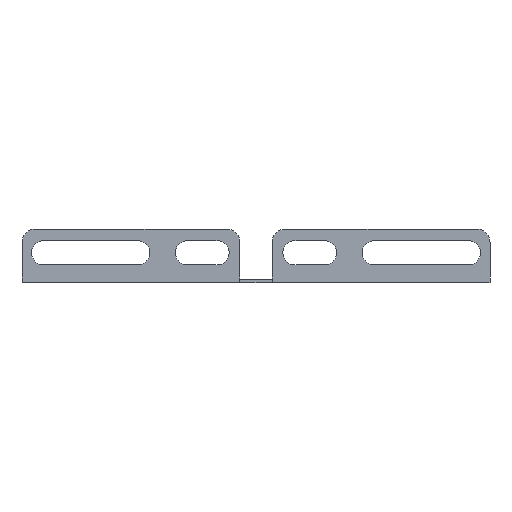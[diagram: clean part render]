
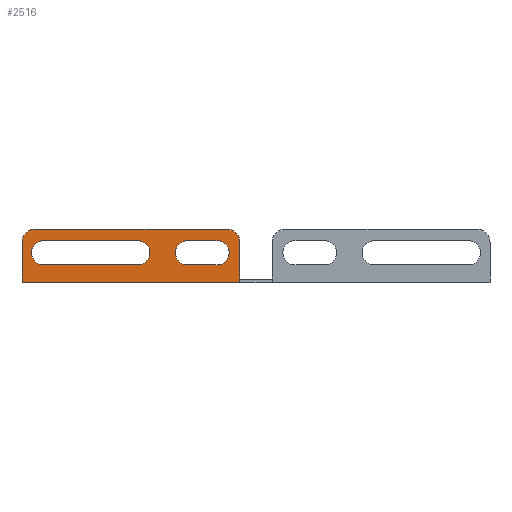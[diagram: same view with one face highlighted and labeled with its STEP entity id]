
A CAD part, front view. The second image highlights one B-rep face of the part: STEP entity #2516.
In plain terms, the highlighted planar face has unit normal (0, -1, 0).
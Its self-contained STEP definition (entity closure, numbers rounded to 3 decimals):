
#12 = VERTEX_POINT ( 'NONE', #981 ) ;
#77 = CARTESIAN_POINT ( 'NONE',  ( -14.5, -34.1, 10. ) ) ;
#86 = VECTOR ( 'NONE', #2530, 1000. ) ;
#87 = FACE_OUTER_BOUND ( 'NONE', #2839, .T. ) ;
#147 = VERTEX_POINT ( 'NONE', #376 ) ;
#186 = ORIENTED_EDGE ( 'NONE', *, *, #1408, .T. ) ;
#189 = DIRECTION ( 'NONE',  ( 1., 0., 0. ) ) ;
#199 = DIRECTION ( 'NONE',  ( 0., -1., 0. ) ) ;
#219 = ORIENTED_EDGE ( 'NONE', *, *, #668, .F. ) ;
#222 = CARTESIAN_POINT ( 'NONE',  ( -79., -34.1, 10. ) ) ;
#241 = VERTEX_POINT ( 'NONE', #623 ) ;
#285 = ORIENTED_EDGE ( 'NONE', *, *, #2798, .T. ) ;
#308 = CIRCLE ( 'NONE', #2407, 5. ) ;
#309 = CARTESIAN_POINT ( 'NONE',  ( -14.5, -34.1, 14.5 ) ) ;
#362 = CARTESIAN_POINT ( 'NONE',  ( -44., -34.1, 10. ) ) ;
#364 = DIRECTION ( 'NONE',  ( -1., 0., 0. ) ) ;
#376 = CARTESIAN_POINT ( 'NONE',  ( -87., -34.1, 13.8 ) ) ;
#389 = VERTEX_POINT ( 'NONE', #2280 ) ;
#393 = CARTESIAN_POINT ( 'NONE',  ( -6., -34.1, -1.2 ) ) ;
#426 = CARTESIAN_POINT ( 'NONE',  ( -87., -34.1, 1. ) ) ;
#434 = EDGE_CURVE ( 'NONE', #508, #1749, #2574, .T. ) ;
#470 = CARTESIAN_POINT ( 'NONE',  ( -44., -34.1, 5.5 ) ) ;
#476 = AXIS2_PLACEMENT_3D ( 'NONE', #1993, #1980, #843 ) ;
#508 = VERTEX_POINT ( 'NONE', #309 ) ;
#575 = DIRECTION ( 'NONE',  ( 1., 0., 0. ) ) ;
#623 = CARTESIAN_POINT ( 'NONE',  ( -6., -34.1, 1. ) ) ;
#668 = EDGE_CURVE ( 'NONE', #1913, #1020, #2466, .T. ) ;
#685 = VECTOR ( 'NONE', #722, 1000. ) ;
#691 = CARTESIAN_POINT ( 'NONE',  ( -79., -34.1, 14.5 ) ) ;
#711 = DIRECTION ( 'NONE',  ( 0., 0., 1. ) ) ;
#722 = DIRECTION ( 'NONE',  ( 0., 0., -1. ) ) ;
#741 = VERTEX_POINT ( 'NONE', #393 ) ;
#765 = DIRECTION ( 'NONE',  ( 0., 0., 1. ) ) ;
#781 = AXIS2_PLACEMENT_3D ( 'NONE', #2662, #2897, #2439 ) ;
#782 = VECTOR ( 'NONE', #2790, 1000. ) ;
#797 = CARTESIAN_POINT ( 'NONE',  ( -82., -34.1, 18.8 ) ) ;
#803 = DIRECTION ( 'NONE',  ( 0., -1., 0. ) ) ;
#824 = CARTESIAN_POINT ( 'NONE',  ( 0., -34.1, -1.2 ) ) ;
#843 = DIRECTION ( 'NONE',  ( 0., 0., -1. ) ) ;
#922 = EDGE_CURVE ( 'NONE', #1020, #389, #1540, .T. ) ;
#943 = ORIENTED_EDGE ( 'NONE', *, *, #2684, .T. ) ;
#969 = EDGE_CURVE ( 'NONE', #241, #2529, #1102, .T. ) ;
#981 = CARTESIAN_POINT ( 'NONE',  ( -11., -34.1, 18.8 ) ) ;
#989 = CARTESIAN_POINT ( 'NONE',  ( -44., -34.1, 14.5 ) ) ;
#1020 = VERTEX_POINT ( 'NONE', #691 ) ;
#1038 = CARTESIAN_POINT ( 'NONE',  ( -11., -34.1, 13.8 ) ) ;
#1041 = AXIS2_PLACEMENT_3D ( 'NONE', #222, #199, #2266 ) ;
#1048 = EDGE_CURVE ( 'NONE', #12, #1267, #2110, .T. ) ;
#1063 = CIRCLE ( 'NONE', #2699, 4.5 ) ;
#1102 = LINE ( 'NONE', #2285, #1577 ) ;
#1128 = DIRECTION ( 'NONE',  ( -1., 0., 0. ) ) ;
#1148 = DIRECTION ( 'NONE',  ( 0., 0., 1. ) ) ;
#1167 = ORIENTED_EDGE ( 'NONE', *, *, #969, .T. ) ;
#1207 = FACE_BOUND ( 'NONE', #2380, .T. ) ;
#1267 = VERTEX_POINT ( 'NONE', #797 ) ;
#1270 = ORIENTED_EDGE ( 'NONE', *, *, #2403, .F. ) ;
#1279 = VECTOR ( 'NONE', #575, 1000. ) ;
#1318 = CARTESIAN_POINT ( 'NONE',  ( -87., -34.1, 0. ) ) ;
#1348 = DIRECTION ( 'NONE',  ( 0., -1., 0. ) ) ;
#1351 = ORIENTED_EDGE ( 'NONE', *, *, #434, .F. ) ;
#1362 = CIRCLE ( 'NONE', #781, 5. ) ;
#1364 = EDGE_CURVE ( 'NONE', #2529, #12, #308, .T. ) ;
#1401 = CARTESIAN_POINT ( 'NONE',  ( 0., -34.1, 18.8 ) ) ;
#1408 = EDGE_CURVE ( 'NONE', #2895, #741, #1911, .T. ) ;
#1494 = EDGE_CURVE ( 'NONE', #1749, #1813, #2685, .T. ) ;
#1501 = VECTOR ( 'NONE', #2227, 1000. ) ;
#1521 = VERTEX_POINT ( 'NONE', #470 ) ;
#1523 = PLANE ( 'NONE',  #476 ) ;
#1540 = CIRCLE ( 'NONE', #1041, 4.5 ) ;
#1577 = VECTOR ( 'NONE', #711, 1000. ) ;
#1627 = CARTESIAN_POINT ( 'NONE',  ( -14.5, -34.1, 14.5 ) ) ;
#1664 = EDGE_CURVE ( 'NONE', #2198, #508, #1727, .T. ) ;
#1704 = CARTESIAN_POINT ( 'NONE',  ( -87., -34.1, 1. ) ) ;
#1707 = ORIENTED_EDGE ( 'NONE', *, *, #1364, .T. ) ;
#1727 = CIRCLE ( 'NONE', #1958, 4.5 ) ;
#1749 = VERTEX_POINT ( 'NONE', #1778 ) ;
#1776 = CARTESIAN_POINT ( 'NONE',  ( -6., -34.1, 13.8 ) ) ;
#1778 = CARTESIAN_POINT ( 'NONE',  ( -25.5, -34.1, 14.5 ) ) ;
#1813 = VERTEX_POINT ( 'NONE', #2390 ) ;
#1821 = ORIENTED_EDGE ( 'NONE', *, *, #2878, .F. ) ;
#1869 = LINE ( 'NONE', #1957, #1279 ) ;
#1911 = LINE ( 'NONE', #824, #2365 ) ;
#1913 = VERTEX_POINT ( 'NONE', #2935 ) ;
#1925 = EDGE_CURVE ( 'NONE', #1267, #147, #1362, .T. ) ;
#1946 = EDGE_CURVE ( 'NONE', #389, #1521, #2259, .T. ) ;
#1957 = CARTESIAN_POINT ( 'NONE',  ( -14.5, -34.1, 5.5 ) ) ;
#1958 = AXIS2_PLACEMENT_3D ( 'NONE', #77, #2136, #765 ) ;
#1980 = DIRECTION ( 'NONE',  ( 0., -1., 0. ) ) ;
#1993 = CARTESIAN_POINT ( 'NONE',  ( 0., -34.1, 0. ) ) ;
#2002 = CARTESIAN_POINT ( 'NONE',  ( -6., -34.1, 0. ) ) ;
#2068 = VERTEX_POINT ( 'NONE', #426 ) ;
#2084 = ORIENTED_EDGE ( 'NONE', *, *, #922, .F. ) ;
#2110 = LINE ( 'NONE', #1401, #2635 ) ;
#2136 = DIRECTION ( 'NONE',  ( 0., -1., 0. ) ) ;
#2177 = LINE ( 'NONE', #2002, #685 ) ;
#2198 = VERTEX_POINT ( 'NONE', #2287 ) ;
#2215 = LINE ( 'NONE', #1704, #782 ) ;
#2227 = DIRECTION ( 'NONE',  ( 0., 0., -1. ) ) ;
#2246 = ORIENTED_EDGE ( 'NONE', *, *, #1664, .F. ) ;
#2259 = LINE ( 'NONE', #2451, #2680 ) ;
#2262 = CARTESIAN_POINT ( 'NONE',  ( -25.5, -34.1, 10. ) ) ;
#2266 = DIRECTION ( 'NONE',  ( 0., 0., 1. ) ) ;
#2271 = ORIENTED_EDGE ( 'NONE', *, *, #2345, .F. ) ;
#2280 = CARTESIAN_POINT ( 'NONE',  ( -79., -34.1, 5.5 ) ) ;
#2285 = CARTESIAN_POINT ( 'NONE',  ( -6., -34.1, 0. ) ) ;
#2287 = CARTESIAN_POINT ( 'NONE',  ( -14.5, -34.1, 5.5 ) ) ;
#2345 = EDGE_CURVE ( 'NONE', #1521, #1913, #1063, .T. ) ;
#2365 = VECTOR ( 'NONE', #2411, 1000. ) ;
#2380 = EDGE_LOOP ( 'NONE', ( #1351, #2246, #1270, #2884 ) ) ;
#2390 = CARTESIAN_POINT ( 'NONE',  ( -25.5, -34.1, 5.5 ) ) ;
#2403 = EDGE_CURVE ( 'NONE', #1813, #2198, #1869, .T. ) ;
#2407 = AXIS2_PLACEMENT_3D ( 'NONE', #1038, #2927, #2902 ) ;
#2411 = DIRECTION ( 'NONE',  ( 1., 0., 0. ) ) ;
#2439 = DIRECTION ( 'NONE',  ( 0., 0., -1. ) ) ;
#2451 = CARTESIAN_POINT ( 'NONE',  ( -44., -34.1, 5.5 ) ) ;
#2466 = LINE ( 'NONE', #989, #2607 ) ;
#2491 = CARTESIAN_POINT ( 'NONE',  ( -87., -34.1, -1.2 ) ) ;
#2516 = ADVANCED_FACE ( 'NONE', ( #87, #2676, #1207 ), #1523, .T. ) ;
#2529 = VERTEX_POINT ( 'NONE', #1776 ) ;
#2530 = DIRECTION ( 'NONE',  ( -1., 0., 0. ) ) ;
#2574 = LINE ( 'NONE', #1627, #86 ) ;
#2607 = VECTOR ( 'NONE', #364, 1000. ) ;
#2624 = DIRECTION ( 'NONE',  ( 0., 0., 1. ) ) ;
#2635 = VECTOR ( 'NONE', #1128, 1000. ) ;
#2662 = CARTESIAN_POINT ( 'NONE',  ( -82., -34.1, 13.8 ) ) ;
#2676 = FACE_BOUND ( 'NONE', #2880, .T. ) ;
#2680 = VECTOR ( 'NONE', #189, 1000. ) ;
#2684 = EDGE_CURVE ( 'NONE', #2068, #2895, #2215, .T. ) ;
#2685 = CIRCLE ( 'NONE', #2713, 4.5 ) ;
#2699 = AXIS2_PLACEMENT_3D ( 'NONE', #362, #803, #2624 ) ;
#2713 = AXIS2_PLACEMENT_3D ( 'NONE', #2262, #1348, #1148 ) ;
#2758 = ORIENTED_EDGE ( 'NONE', *, *, #1048, .T. ) ;
#2790 = DIRECTION ( 'NONE',  ( 0., 0., -1. ) ) ;
#2798 = EDGE_CURVE ( 'NONE', #147, #2068, #2856, .T. ) ;
#2839 = EDGE_LOOP ( 'NONE', ( #1167, #1707, #2758, #2951, #285, #943, #186, #1821 ) ) ;
#2856 = LINE ( 'NONE', #1318, #1501 ) ;
#2878 = EDGE_CURVE ( 'NONE', #241, #741, #2177, .T. ) ;
#2880 = EDGE_LOOP ( 'NONE', ( #219, #2271, #2915, #2084 ) ) ;
#2884 = ORIENTED_EDGE ( 'NONE', *, *, #1494, .F. ) ;
#2895 = VERTEX_POINT ( 'NONE', #2491 ) ;
#2897 = DIRECTION ( 'NONE',  ( 0., -1., 0. ) ) ;
#2902 = DIRECTION ( 'NONE',  ( 0., 0., -1. ) ) ;
#2915 = ORIENTED_EDGE ( 'NONE', *, *, #1946, .F. ) ;
#2927 = DIRECTION ( 'NONE',  ( 0., -1., 0. ) ) ;
#2935 = CARTESIAN_POINT ( 'NONE',  ( -44., -34.1, 14.5 ) ) ;
#2951 = ORIENTED_EDGE ( 'NONE', *, *, #1925, .T. ) ;
